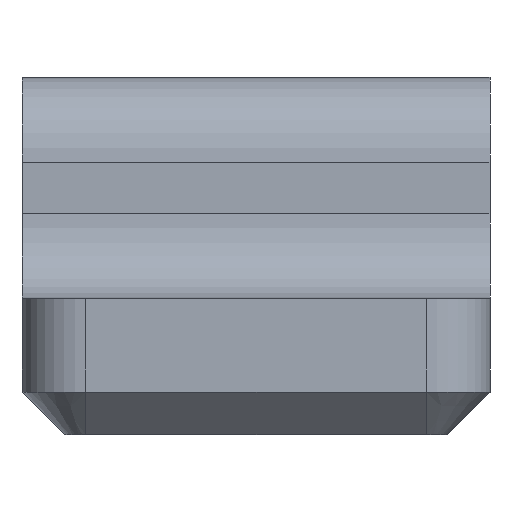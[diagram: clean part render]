
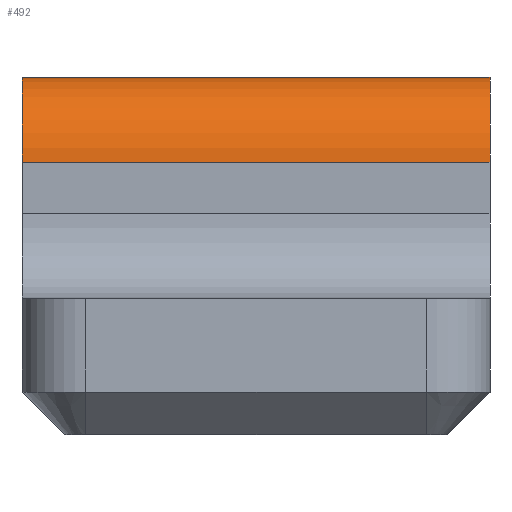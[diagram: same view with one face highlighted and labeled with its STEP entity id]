
A CAD part, front view. The second image highlights one B-rep face of the part: STEP entity #492.
In plain terms, the highlighted cylindrical face has radius 1 mm (diameter 2 mm), a partial arc.
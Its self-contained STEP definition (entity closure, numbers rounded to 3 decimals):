
#23=CYLINDRICAL_SURFACE('',#552,1.);
#41=CIRCLE('',#543,1.);
#47=CIRCLE('',#553,1.);
#72=FACE_OUTER_BOUND('',#102,.T.);
#102=EDGE_LOOP('',(#397,#398,#399,#400));
#146=LINE('',#821,#192);
#147=LINE('',#824,#193);
#192=VECTOR('',#670,10.);
#193=VECTOR('',#673,10.);
#234=VERTEX_POINT('',#797);
#235=VERTEX_POINT('',#799);
#242=VERTEX_POINT('',#820);
#243=VERTEX_POINT('',#822);
#290=EDGE_CURVE('',#235,#234,#41,.T.);
#300=EDGE_CURVE('',#234,#242,#146,.T.);
#301=EDGE_CURVE('',#242,#243,#47,.T.);
#302=EDGE_CURVE('',#243,#235,#147,.T.);
#397=ORIENTED_EDGE('',*,*,#290,.T.);
#398=ORIENTED_EDGE('',*,*,#300,.T.);
#399=ORIENTED_EDGE('',*,*,#301,.T.);
#400=ORIENTED_EDGE('',*,*,#302,.T.);
#492=ADVANCED_FACE('',(#72),#23,.T.);
#543=AXIS2_PLACEMENT_3D('',#800,#646,#647);
#552=AXIS2_PLACEMENT_3D('',#819,#668,#669);
#553=AXIS2_PLACEMENT_3D('',#823,#671,#672);
#646=DIRECTION('center_axis',(-1.,0.,0.));
#647=DIRECTION('ref_axis',(0.,-0.707,0.707));
#668=DIRECTION('center_axis',(1.,0.,0.));
#669=DIRECTION('ref_axis',(0.,-0.707,0.707));
#670=DIRECTION('',(-1.,0.,0.));
#671=DIRECTION('center_axis',(1.,0.,0.));
#672=DIRECTION('ref_axis',(0.,-0.707,0.707));
#673=DIRECTION('',(1.,0.,0.));
#797=CARTESIAN_POINT('',(100.285,10.055,5.2));
#799=CARTESIAN_POINT('',(100.285,9.055,4.2));
#800=CARTESIAN_POINT('Origin',(100.285,10.055,4.2));
#819=CARTESIAN_POINT('Origin',(96.16,10.055,4.2));
#820=CARTESIAN_POINT('',(94.785,10.055,5.2));
#821=CARTESIAN_POINT('',(96.16,10.055,5.2));
#822=CARTESIAN_POINT('',(94.785,9.055,4.2));
#823=CARTESIAN_POINT('Origin',(94.785,10.055,4.2));
#824=CARTESIAN_POINT('',(96.16,9.055,4.2));
